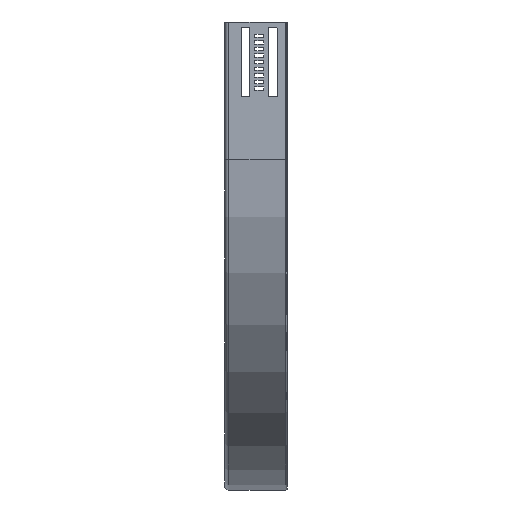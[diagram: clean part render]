
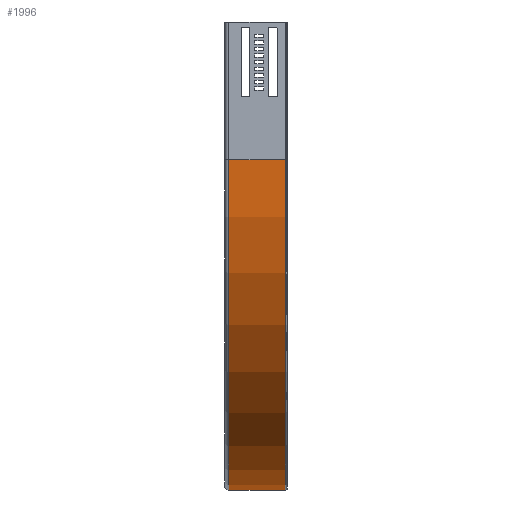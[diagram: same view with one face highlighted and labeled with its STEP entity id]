
A CAD part, left-side view. The second image highlights one B-rep face of the part: STEP entity #1996.
In plain terms, the highlighted cylindrical face has radius 300 mm (diameter 600 mm), a partial arc.
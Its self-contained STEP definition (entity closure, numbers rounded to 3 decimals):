
#846 = CIRCLE ( 'NONE', #9568, 300. ) ;
#1089 = CARTESIAN_POINT ( 'NONE',  ( 300., 1.75, -425. ) ) ;
#1789 = ORIENTED_EDGE ( 'NONE', *, *, #6435, .F. ) ;
#1898 = CARTESIAN_POINT ( 'NONE',  ( 300., 0., -425. ) ) ;
#1996 = ADVANCED_FACE ( 'NONE', ( #17192 ), #14390, .T. ) ;
#2127 = DIRECTION ( 'NONE',  ( 0., 0., -1. ) ) ;
#2211 = EDGE_CURVE ( 'NONE', #15994, #14270, #8967, .T. ) ;
#2231 = DIRECTION ( 'NONE',  ( 0., 1., 0. ) ) ;
#2415 = CARTESIAN_POINT ( 'NONE',  ( 0., 0., -125. ) ) ;
#3203 = EDGE_CURVE ( 'NONE', #15994, #16842, #14849, .T. ) ;
#3443 = LINE ( 'NONE', #1898, #7518 ) ;
#3500 = ORIENTED_EDGE ( 'NONE', *, *, #3203, .T. ) ;
#4492 = CARTESIAN_POINT ( 'NONE',  ( 0., 53.25, -125. ) ) ;
#5204 = DIRECTION ( 'NONE',  ( -1., 0., 0. ) ) ;
#5855 = DIRECTION ( 'NONE',  ( 0., -1., 0. ) ) ;
#6435 = EDGE_CURVE ( 'NONE', #14270, #10217, #3443, .T. ) ;
#6549 = ORIENTED_EDGE ( 'NONE', *, *, #2211, .F. ) ;
#7518 = VECTOR ( 'NONE', #15871, 1000. ) ;
#8390 = AXIS2_PLACEMENT_3D ( 'NONE', #10385, #14568, #2127 ) ;
#8967 = CIRCLE ( 'NONE', #13314, 300. ) ;
#9539 = CARTESIAN_POINT ( 'NONE',  ( 0., 1.75, -125. ) ) ;
#9568 = AXIS2_PLACEMENT_3D ( 'NONE', #9731, #17799, #5204 ) ;
#9731 = CARTESIAN_POINT ( 'NONE',  ( 300., 53.25, -125. ) ) ;
#10217 = VERTEX_POINT ( 'NONE', #14903 ) ;
#10245 = EDGE_CURVE ( 'NONE', #16842, #10217, #846, .T. ) ;
#10385 = CARTESIAN_POINT ( 'NONE',  ( 300., 0., -125. ) ) ;
#10735 = ORIENTED_EDGE ( 'NONE', *, *, #10245, .T. ) ;
#12367 = DIRECTION ( 'NONE',  ( -1., 0., 0. ) ) ;
#12630 = CARTESIAN_POINT ( 'NONE',  ( 300., 1.75, -125. ) ) ;
#13314 = AXIS2_PLACEMENT_3D ( 'NONE', #12630, #5855, #12367 ) ;
#13325 = VECTOR ( 'NONE', #2231, 1000. ) ;
#14270 = VERTEX_POINT ( 'NONE', #1089 ) ;
#14390 = CYLINDRICAL_SURFACE ( 'NONE', #8390, 300. ) ;
#14568 = DIRECTION ( 'NONE',  ( 0., -1., 0. ) ) ;
#14849 = LINE ( 'NONE', #2415, #13325 ) ;
#14903 = CARTESIAN_POINT ( 'NONE',  ( 300., 53.25, -425. ) ) ;
#15871 = DIRECTION ( 'NONE',  ( 0., 1., 0. ) ) ;
#15994 = VERTEX_POINT ( 'NONE', #9539 ) ;
#16842 = VERTEX_POINT ( 'NONE', #4492 ) ;
#17192 = FACE_OUTER_BOUND ( 'NONE', #17800, .T. ) ;
#17799 = DIRECTION ( 'NONE',  ( 0., -1., 0. ) ) ;
#17800 = EDGE_LOOP ( 'NONE', ( #10735, #1789, #6549, #3500 ) ) ;
